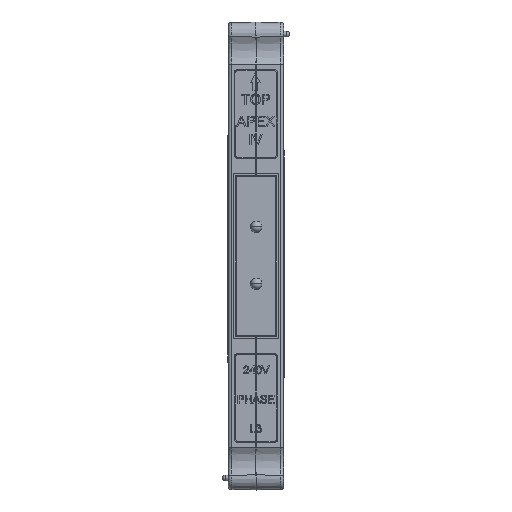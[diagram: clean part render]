
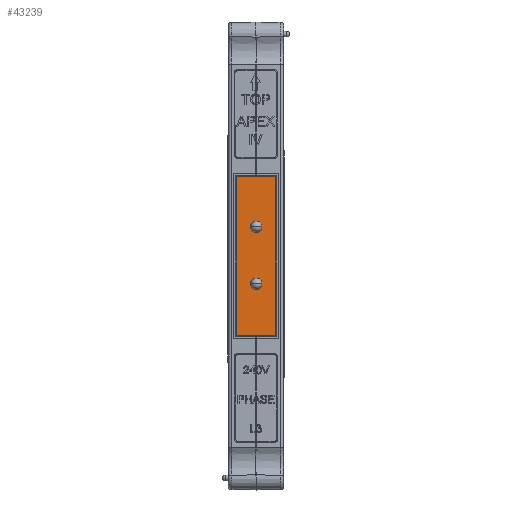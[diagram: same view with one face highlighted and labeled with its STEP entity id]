
A CAD part, top view. The second image highlights one B-rep face of the part: STEP entity #43239.
In plain terms, the highlighted planar face has unit normal (0, 0, 1).
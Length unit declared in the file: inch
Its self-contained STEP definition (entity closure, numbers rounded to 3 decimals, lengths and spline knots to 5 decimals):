
#1256 = CIRCLE ( 'NONE', #27534, 0.1 ) ;
#2191 = CARTESIAN_POINT ( 'NONE',  ( -1.18975, -0.3968, 0.04 ) ) ;
#4777 = VERTEX_POINT ( 'NONE', #39343 ) ;
#6091 = CARTESIAN_POINT ( 'NONE',  ( -1.38975, 0.6032, 0.04 ) ) ;
#6955 = CARTESIAN_POINT ( 'NONE',  ( -1.28975, 0.6032, 0.04 ) ) ;
#7501 = ORIENTED_EDGE ( 'NONE', *, *, #34445, .T. ) ;
#7564 = ORIENTED_EDGE ( 'NONE', *, *, #12787, .T. ) ;
#9200 = ORIENTED_EDGE ( 'NONE', *, *, #37296, .F. ) ;
#9862 = FACE_BOUND ( 'NONE', #19886, .T. ) ;
#11189 = FACE_OUTER_BOUND ( 'NONE', #38049, .T. ) ;
#11237 = DIRECTION ( 'NONE',  ( 1., 0., 0. ) ) ;
#12755 = VERTEX_POINT ( 'NONE', #6091 ) ;
#12787 = EDGE_CURVE ( 'NONE', #16939, #35927, #42631, .T. ) ;
#14966 = CARTESIAN_POINT ( 'NONE',  ( -1.28975, 0.6032, 0.04 ) ) ;
#15147 = DIRECTION ( 'NONE',  ( 1., 0., 0. ) ) ;
#15782 = CARTESIAN_POINT ( 'NONE',  ( -1.68475, -1.35778, 0.04 ) ) ;
#15826 = CARTESIAN_POINT ( 'NONE',  ( -1.28975, -0.3968, 0.04 ) ) ;
#16017 = DIRECTION ( 'NONE',  ( 0., 0., -1. ) ) ;
#16503 = DIRECTION ( 'NONE',  ( -1., 0., 0. ) ) ;
#16645 = DIRECTION ( 'NONE',  ( -1., 0., 0. ) ) ;
#16831 = CARTESIAN_POINT ( 'NONE',  ( -1.28975, -0.3968, 0.04 ) ) ;
#16939 = VERTEX_POINT ( 'NONE', #51457 ) ;
#16957 = EDGE_CURVE ( 'NONE', #21466, #48822, #36711, .T. ) ;
#17035 = VERTEX_POINT ( 'NONE', #26537 ) ;
#17871 = FACE_BOUND ( 'NONE', #31032, .T. ) ;
#19886 = EDGE_LOOP ( 'NONE', ( #47396, #7564 ) ) ;
#20253 = EDGE_CURVE ( 'NONE', #51092, #12755, #39718, .T. ) ;
#20782 = AXIS2_PLACEMENT_3D ( 'NONE', #14966, #40700, #15147 ) ;
#20891 = DIRECTION ( 'NONE',  ( 1., 0., 0. ) ) ;
#21087 = CARTESIAN_POINT ( 'NONE',  ( -0.89475, -1.35778, 0.04 ) ) ;
#21442 = DIRECTION ( 'NONE',  ( 0., 1., 0. ) ) ;
#21466 = VERTEX_POINT ( 'NONE', #43230 ) ;
#21524 = CARTESIAN_POINT ( 'NONE',  ( -1.68475, 1.53222, 0.04 ) ) ;
#24397 = CARTESIAN_POINT ( 'NONE',  ( -1.68475, 1.53222, 0.04 ) ) ;
#25116 = CARTESIAN_POINT ( 'NONE',  ( -0.89475, -1.35778, 0.04 ) ) ;
#26537 = CARTESIAN_POINT ( 'NONE',  ( -0.89475, -1.35778, 0.04 ) ) ;
#27249 = CARTESIAN_POINT ( 'NONE',  ( -1.18975, 0.6032, 0.04 ) ) ;
#27534 = AXIS2_PLACEMENT_3D ( 'NONE', #15826, #16017, #51583 ) ;
#29294 = VECTOR ( 'NONE', #20891, 39.37008 ) ;
#29428 = ORIENTED_EDGE ( 'NONE', *, *, #20253, .F. ) ;
#30631 = AXIS2_PLACEMENT_3D ( 'NONE', #15782, #45621, #54132 ) ;
#31032 = EDGE_LOOP ( 'NONE', ( #29428, #35837 ) ) ;
#32619 = PLANE ( 'NONE',  #30631 ) ;
#33003 = VECTOR ( 'NONE', #21442, 39.37008 ) ;
#33829 = DIRECTION ( 'NONE',  ( 0., 0., -1. ) ) ;
#34445 = EDGE_CURVE ( 'NONE', #17035, #4777, #44308, .T. ) ;
#34637 = VECTOR ( 'NONE', #43085, 39.37008 ) ;
#35837 = ORIENTED_EDGE ( 'NONE', *, *, #51768, .F. ) ;
#35927 = VERTEX_POINT ( 'NONE', #2191 ) ;
#36711 = LINE ( 'NONE', #21524, #34637 ) ;
#36827 = DIRECTION ( 'NONE',  ( 0., 0., 1. ) ) ;
#36939 = EDGE_CURVE ( 'NONE', #35927, #16939, #1256, .T. ) ;
#37296 = EDGE_CURVE ( 'NONE', #21466, #4777, #53246, .T. ) ;
#38049 = EDGE_LOOP ( 'NONE', ( #54566, #38153, #7501, #9200 ) ) ;
#38153 = ORIENTED_EDGE ( 'NONE', *, *, #40693, .F. ) ;
#39343 = CARTESIAN_POINT ( 'NONE',  ( -0.89475, 1.53222, 0.04 ) ) ;
#39599 = LINE ( 'NONE', #25116, #46893 ) ;
#39718 = CIRCLE ( 'NONE', #20782, 0.1 ) ;
#40521 = CIRCLE ( 'NONE', #49390, 0.1 ) ;
#40693 = EDGE_CURVE ( 'NONE', #17035, #48822, #39599, .T. ) ;
#40700 = DIRECTION ( 'NONE',  ( 0., 0., 1. ) ) ;
#42631 = CIRCLE ( 'NONE', #46751, 0.1 ) ;
#42764 = CARTESIAN_POINT ( 'NONE',  ( -1.68475, -1.35778, 0.04 ) ) ;
#43085 = DIRECTION ( 'NONE',  ( 0., -1., 0. ) ) ;
#43230 = CARTESIAN_POINT ( 'NONE',  ( -1.68475, 1.53222, 0.04 ) ) ;
#43239 = ADVANCED_FACE ( 'NONE', ( #11189, #17871, #9862 ), #32619, .F. ) ;
#44308 = LINE ( 'NONE', #21087, #33003 ) ;
#45621 = DIRECTION ( 'NONE',  ( 0., 0., -1. ) ) ;
#46751 = AXIS2_PLACEMENT_3D ( 'NONE', #16831, #33829, #16645 ) ;
#46893 = VECTOR ( 'NONE', #16503, 39.37008 ) ;
#47396 = ORIENTED_EDGE ( 'NONE', *, *, #36939, .T. ) ;
#48822 = VERTEX_POINT ( 'NONE', #42764 ) ;
#49390 = AXIS2_PLACEMENT_3D ( 'NONE', #6955, #36827, #11237 ) ;
#51092 = VERTEX_POINT ( 'NONE', #27249 ) ;
#51457 = CARTESIAN_POINT ( 'NONE',  ( -1.38975, -0.3968, 0.04 ) ) ;
#51583 = DIRECTION ( 'NONE',  ( -1., 0., 0. ) ) ;
#51768 = EDGE_CURVE ( 'NONE', #12755, #51092, #40521, .T. ) ;
#53246 = LINE ( 'NONE', #24397, #29294 ) ;
#54132 = DIRECTION ( 'NONE',  ( -1., 0., 0. ) ) ;
#54566 = ORIENTED_EDGE ( 'NONE', *, *, #16957, .T. ) ;
